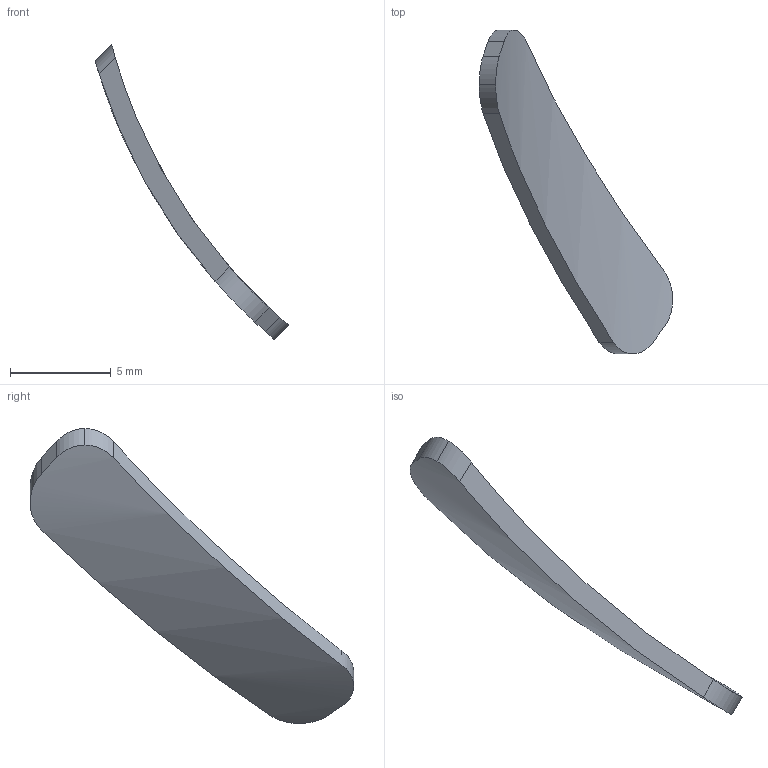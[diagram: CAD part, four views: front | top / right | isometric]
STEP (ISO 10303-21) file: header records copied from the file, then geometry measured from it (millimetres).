
FILE_DESCRIPTION (( 'STEP AP214' ), '1' );
FILE_NAME ('Decoration3.STEP', '2024-11-04T14:20:52', ( '' ), ( '' ), 'SwSTEP 2.0', 'SolidWorks 2021', '' );
FILE_SCHEMA (( 'AUTOMOTIVE_DESIGN' ));
Length unit declared in the file: millimetre
Products named in the file (1): Decoration3
Bounding box: 9.58 x 16.02 x 14.61 mm (x, y, z)
Volume: 100 mm3; surface area: 248.6 mm2
Topology: 1 solids, 1 shells, 11 faces, 27 edges, 18 vertices
Faces by surface type: cylinder 7, plane 4
Entity records: 453 total; most frequent: CARTESIAN_POINT 199, ORIENTED_EDGE 54, DIRECTION 33, EDGE_CURVE 27, VERTEX_POINT 18, AXIS2_PLACEMENT_3D 12, EDGE_LOOP 11, ADVANCED_FACE 11
